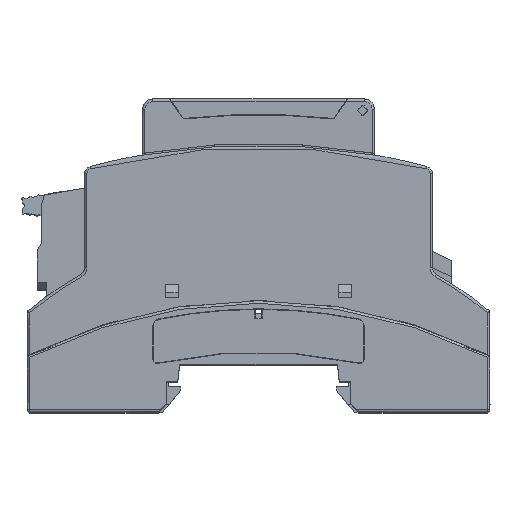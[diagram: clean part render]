
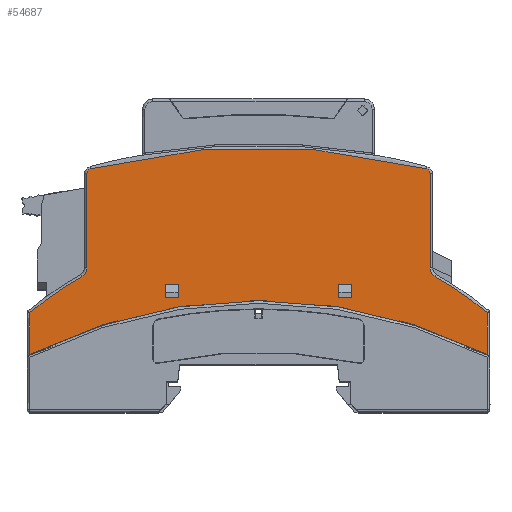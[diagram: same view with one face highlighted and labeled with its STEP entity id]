
A CAD part, top view. The second image highlights one B-rep face of the part: STEP entity #54687.
In plain terms, the highlighted face is planar.
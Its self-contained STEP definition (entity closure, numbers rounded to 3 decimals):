
#3170=LINE('',#81245,#9049);
#3171=LINE('',#81303,#9050);
#3198=LINE('',#81432,#9077);
#3199=LINE('',#81437,#9078);
#3200=LINE('',#81440,#9079);
#3201=LINE('',#81442,#9080);
#3202=LINE('',#81444,#9081);
#3203=LINE('',#81445,#9082);
#3204=LINE('',#81448,#9083);
#3205=LINE('',#81450,#9084);
#3206=LINE('',#81452,#9085);
#3207=LINE('',#81453,#9086);
#9049=VECTOR('',#65546,8.091);
#9050=VECTOR('',#65557,18.22);
#9077=VECTOR('',#65638,18.22);
#9078=VECTOR('',#65643,8.091);
#9079=VECTOR('',#65644,2.6);
#9080=VECTOR('',#65645,2.6);
#9081=VECTOR('',#65646,2.6);
#9082=VECTOR('',#65647,2.6);
#9083=VECTOR('',#65648,2.6);
#9084=VECTOR('',#65649,2.6);
#9085=VECTOR('',#65650,2.6);
#9086=VECTOR('',#65651,2.6);
#12771=PLANE('',#57611);
#14261=FACE_BOUND('',#19418,.T.);
#14262=FACE_BOUND('',#19419,.T.);
#16523=FACE_OUTER_BOUND('',#19417,.T.);
#19417=EDGE_LOOP('',(#41800,#41801,#41802,#41803,#41804,#41805,#41806,#41807,
#41808,#41809,#41810,#41811));
#19418=EDGE_LOOP('',(#41812,#41813,#41814,#41815));
#19419=EDGE_LOOP('',(#41816,#41817,#41818,#41819));
#22898=CIRCLE('',#57574,69.5);
#22904=CIRCLE('',#57584,2.);
#22906=CIRCLE('',#57590,129.2);
#22913=CIRCLE('',#57599,1.);
#22914=CIRCLE('',#57603,99.5);
#22917=CIRCLE('',#57612,1.);
#22918=CIRCLE('',#57613,2.);
#22919=CIRCLE('',#57614,69.5);
#26297=VERTEX_POINT('',#81234);
#26298=VERTEX_POINT('',#81236);
#26299=VERTEX_POINT('',#81244);
#26301=VERTEX_POINT('',#81298);
#26302=VERTEX_POINT('',#81302);
#26304=VERTEX_POINT('',#81312);
#26305=VERTEX_POINT('',#81313);
#26309=VERTEX_POINT('',#81331);
#26327=VERTEX_POINT('',#81429);
#26328=VERTEX_POINT('',#81431);
#26329=VERTEX_POINT('',#81433);
#26330=VERTEX_POINT('',#81435);
#26331=VERTEX_POINT('',#81438);
#26332=VERTEX_POINT('',#81439);
#26333=VERTEX_POINT('',#81441);
#26334=VERTEX_POINT('',#81443);
#26335=VERTEX_POINT('',#81446);
#26336=VERTEX_POINT('',#81447);
#26337=VERTEX_POINT('',#81449);
#26338=VERTEX_POINT('',#81451);
#32269=EDGE_CURVE('',#26297,#26298,#22898,.T.);
#32273=EDGE_CURVE('',#26298,#26299,#3170,.T.);
#32277=EDGE_CURVE('',#26297,#26301,#22904,.T.);
#32278=EDGE_CURVE('',#26302,#26301,#3171,.T.);
#32283=EDGE_CURVE('',#26304,#26305,#22906,.T.);
#32291=EDGE_CURVE('',#26302,#26305,#22913,.T.);
#32293=EDGE_CURVE('',#26299,#26309,#22914,.T.);
#32319=EDGE_CURVE('',#26304,#26327,#22917,.T.);
#32320=EDGE_CURVE('',#26327,#26328,#3198,.T.);
#32321=EDGE_CURVE('',#26329,#26328,#22918,.T.);
#32322=EDGE_CURVE('',#26329,#26330,#22919,.T.);
#32323=EDGE_CURVE('',#26330,#26309,#3199,.T.);
#32324=EDGE_CURVE('',#26331,#26332,#3200,.T.);
#32325=EDGE_CURVE('',#26333,#26331,#3201,.T.);
#32326=EDGE_CURVE('',#26334,#26333,#3202,.T.);
#32327=EDGE_CURVE('',#26334,#26332,#3203,.T.);
#32328=EDGE_CURVE('',#26335,#26336,#3204,.T.);
#32329=EDGE_CURVE('',#26337,#26335,#3205,.T.);
#32330=EDGE_CURVE('',#26338,#26337,#3206,.T.);
#32331=EDGE_CURVE('',#26336,#26338,#3207,.T.);
#41800=ORIENTED_EDGE('',*,*,#32283,.F.);
#41801=ORIENTED_EDGE('',*,*,#32319,.T.);
#41802=ORIENTED_EDGE('',*,*,#32320,.T.);
#41803=ORIENTED_EDGE('',*,*,#32321,.F.);
#41804=ORIENTED_EDGE('',*,*,#32322,.T.);
#41805=ORIENTED_EDGE('',*,*,#32323,.T.);
#41806=ORIENTED_EDGE('',*,*,#32293,.F.);
#41807=ORIENTED_EDGE('',*,*,#32273,.F.);
#41808=ORIENTED_EDGE('',*,*,#32269,.F.);
#41809=ORIENTED_EDGE('',*,*,#32277,.T.);
#41810=ORIENTED_EDGE('',*,*,#32278,.F.);
#41811=ORIENTED_EDGE('',*,*,#32291,.T.);
#41812=ORIENTED_EDGE('',*,*,#32324,.F.);
#41813=ORIENTED_EDGE('',*,*,#32325,.F.);
#41814=ORIENTED_EDGE('',*,*,#32326,.F.);
#41815=ORIENTED_EDGE('',*,*,#32327,.T.);
#41816=ORIENTED_EDGE('',*,*,#32328,.F.);
#41817=ORIENTED_EDGE('',*,*,#32329,.F.);
#41818=ORIENTED_EDGE('',*,*,#32330,.F.);
#41819=ORIENTED_EDGE('',*,*,#32331,.F.);
#54687=ADVANCED_FACE('',(#16523,#14261,#14262),#12771,.F.);
#57574=AXIS2_PLACEMENT_3D('',#81237,#65532,#65533);
#57584=AXIS2_PLACEMENT_3D('',#81300,#65553,#65554);
#57590=AXIS2_PLACEMENT_3D('',#81314,#65569,#65570);
#57599=AXIS2_PLACEMENT_3D('',#81326,#65587,#65588);
#57603=AXIS2_PLACEMENT_3D('',#81332,#65596,#65597);
#57611=AXIS2_PLACEMENT_3D('',#81428,#65634,#65635);
#57612=AXIS2_PLACEMENT_3D('',#81430,#65636,#65637);
#57613=AXIS2_PLACEMENT_3D('',#81434,#65639,#65640);
#57614=AXIS2_PLACEMENT_3D('',#81436,#65641,#65642);
#65532=DIRECTION('center_axis',(0.,0.,
1.));
#65533=DIRECTION('ref_axis',(0.,1.,0.));
#65546=DIRECTION('',(0.,1.,0.));
#65553=DIRECTION('center_axis',(0.,0.,
1.));
#65554=DIRECTION('ref_axis',(0.,1.,0.));
#65557=DIRECTION('',(0.,1.,0.));
#65569=DIRECTION('center_axis',(0.,0.,
1.));
#65570=DIRECTION('ref_axis',(1.,0.,0.));
#65587=DIRECTION('center_axis',(0.,0.,
-1.));
#65588=DIRECTION('ref_axis',(-1.,0.,0.));
#65596=DIRECTION('center_axis',(0.,0.,
-1.));
#65597=DIRECTION('ref_axis',(1.,0.,0.));
#65634=DIRECTION('center_axis',(0.,0.,
1.));
#65635=DIRECTION('ref_axis',(-1.,0.,0.));
#65636=DIRECTION('center_axis',(0.,0.,
-1.));
#65637=DIRECTION('ref_axis',(-1.,0.,0.));
#65638=DIRECTION('',(0.,1.,0.));
#65639=DIRECTION('center_axis',(0.,0.,
-1.));
#65640=DIRECTION('ref_axis',(0.,-1.,0.));
#65641=DIRECTION('center_axis',(0.,0.,
-1.));
#65642=DIRECTION('ref_axis',(0.,-1.,0.));
#65643=DIRECTION('',(0.,1.,0.));
#65644=DIRECTION('',(0.,1.,0.));
#65645=DIRECTION('',(-1.,0.,0.));
#65646=DIRECTION('',(0.,-1.,0.));
#65647=DIRECTION('',(-1.,0.,0.));
#65648=DIRECTION('',(1.,0.,0.));
#65649=DIRECTION('',(0.,1.,0.));
#65650=DIRECTION('',(-1.,0.,0.));
#65651=DIRECTION('',(0.,-1.,0.));
#81234=CARTESIAN_POINT('',(28.614,-22.517,-107.9));
#81236=CARTESIAN_POINT('',(38.7,-15.56,-107.9));
#81237=CARTESIAN_POINT('Origin',(-5.65,37.95,-107.9));
#81244=CARTESIAN_POINT('',(38.7,-7.469,-107.9));
#81245=CARTESIAN_POINT('',(38.7,0.,-107.9));
#81298=CARTESIAN_POINT('',(27.6,-24.257,-107.9));
#81300=CARTESIAN_POINT('Origin',(29.6,-24.257,-107.9));
#81302=CARTESIAN_POINT('',(27.6,-42.477,-107.9));
#81303=CARTESIAN_POINT('',(27.6,0.,-107.9));
#81312=CARTESIAN_POINT('',(-38.152,-43.445,-107.9));
#81313=CARTESIAN_POINT('',(26.852,-43.445,-107.9));
#81314=CARTESIAN_POINT('Origin',(-5.65,81.6,-107.9));
#81326=CARTESIAN_POINT('Origin',(26.6,-42.477,-107.9));
#81331=CARTESIAN_POINT('',(-50.,-7.469,-107.9));
#81332=CARTESIAN_POINT('Origin',(-5.65,81.6,-107.9));
#81428=CARTESIAN_POINT('Origin',(12.696,-40.289,-107.9));
#81429=CARTESIAN_POINT('',(-38.9,-42.477,-107.9));
#81430=CARTESIAN_POINT('Origin',(-37.9,-42.477,-107.9));
#81431=CARTESIAN_POINT('',(-38.9,-24.257,-107.9));
#81432=CARTESIAN_POINT('',(-38.9,0.,-107.9));
#81433=CARTESIAN_POINT('',(-39.914,-22.517,-107.9));
#81434=CARTESIAN_POINT('Origin',(-40.9,-24.257,-107.9));
#81435=CARTESIAN_POINT('',(-50.,-15.56,-107.9));
#81436=CARTESIAN_POINT('Origin',(-5.65,37.95,-107.9));
#81437=CARTESIAN_POINT('',(-50.,0.,-107.9));
#81438=CARTESIAN_POINT('',(9.85,-21.1,-107.9));
#81439=CARTESIAN_POINT('',(9.85,-18.5,-107.9));
#81440=CARTESIAN_POINT('',(9.85,0.,-107.9));
#81441=CARTESIAN_POINT('',(12.45,-21.1,-107.9));
#81442=CARTESIAN_POINT('',(0.,-21.1,-107.9));
#81443=CARTESIAN_POINT('',(12.45,-18.5,-107.9));
#81444=CARTESIAN_POINT('',(12.45,0.,-107.9));
#81445=CARTESIAN_POINT('',(0.,-18.5,-107.9));
#81446=CARTESIAN_POINT('',(-23.75,-18.5,-107.9));
#81447=CARTESIAN_POINT('',(-21.15,-18.5,-107.9));
#81448=CARTESIAN_POINT('',(0.,-18.5,-107.9));
#81449=CARTESIAN_POINT('',(-23.75,-21.1,-107.9));
#81450=CARTESIAN_POINT('',(-23.75,0.,-107.9));
#81451=CARTESIAN_POINT('',(-21.15,-21.1,-107.9));
#81452=CARTESIAN_POINT('',(0.,-21.1,-107.9));
#81453=CARTESIAN_POINT('',(-21.15,0.,-107.9));
